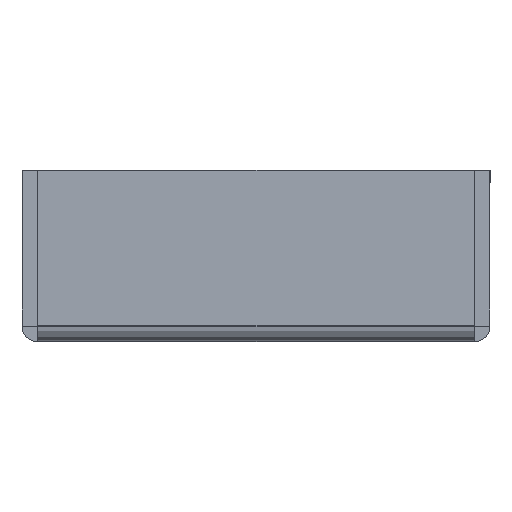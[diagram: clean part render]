
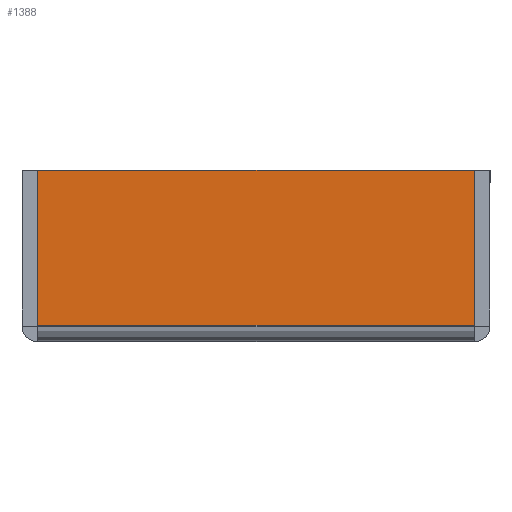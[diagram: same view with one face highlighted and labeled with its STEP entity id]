
A CAD part, left-side view. The second image highlights one B-rep face of the part: STEP entity #1388.
In plain terms, the highlighted planar face has unit normal (-1, 0, 0).
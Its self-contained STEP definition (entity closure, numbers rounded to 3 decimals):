
#85 = EDGE_CURVE ( 'NONE', #1446, #1424, #728, .T. ) ;
#91 = EDGE_CURVE ( 'NONE', #1429, #1430, #705, .T. ) ;
#215 = DIRECTION ( 'NONE',  ( 0., 0., -1. ) ) ;
#216 = CARTESIAN_POINT ( 'NONE',  ( -948.5, 20.99, 1.5 ) ) ;
#217 = DIRECTION ( 'NONE',  ( 0., 0., 1. ) ) ;
#219 = CARTESIAN_POINT ( 'NONE',  ( -948.5, -20.99, 16.5 ) ) ;
#272 = VECTOR ( 'NONE', #215, 1000. ) ;
#295 = DIRECTION ( 'NONE',  ( 0., 0., -1. ) ) ;
#302 = DIRECTION ( 'NONE',  ( 1., 0., 0. ) ) ;
#306 = CARTESIAN_POINT ( 'NONE',  ( -948.5, -20.99, 1.6 ) ) ;
#326 = CARTESIAN_POINT ( 'NONE',  ( -948.5, 20.99, 16.5 ) ) ;
#327 = CARTESIAN_POINT ( 'NONE',  ( -948.5, -20.99, 16.5 ) ) ;
#332 = CARTESIAN_POINT ( 'NONE',  ( -948.5, 20.99, 1.6 ) ) ;
#334 = PLANE ( 'NONE',  #2346 ) ;
#360 = CARTESIAN_POINT ( 'NONE',  ( -948.5, -20.99, 1.5 ) ) ;
#705 = LINE ( 'NONE', #1271, #751 ) ;
#728 = LINE ( 'NONE', #1285, #753 ) ;
#751 = VECTOR ( 'NONE', #1270, 1000. ) ;
#753 = VECTOR ( 'NONE', #1284, 1000. ) ;
#809 = VECTOR ( 'NONE', #217, 1000. ) ;
#847 = EDGE_LOOP ( 'NONE', ( #2215, #2076, #1975, #2026 ) ) ;
#1270 = DIRECTION ( 'NONE',  ( 0., 1., 0. ) ) ;
#1271 = CARTESIAN_POINT ( 'NONE',  ( -948.5, 20.99, 16.5 ) ) ;
#1284 = DIRECTION ( 'NONE',  ( 0., 1., 0. ) ) ;
#1285 = CARTESIAN_POINT ( 'NONE',  ( -948.5, -20.99, 1.6 ) ) ;
#1388 = ADVANCED_FACE ( 'NONE', ( #1905 ), #334, .F. ) ;
#1424 = VERTEX_POINT ( 'NONE', #332 ) ;
#1429 = VERTEX_POINT ( 'NONE', #327 ) ;
#1430 = VERTEX_POINT ( 'NONE', #326 ) ;
#1446 = VERTEX_POINT ( 'NONE', #306 ) ;
#1867 = LINE ( 'NONE', #219, #809 ) ;
#1905 = FACE_OUTER_BOUND ( 'NONE', #847, .T. ) ;
#1975 = ORIENTED_EDGE ( 'NONE', *, *, #91, .T. ) ;
#2026 = ORIENTED_EDGE ( 'NONE', *, *, #2414, .T. ) ;
#2076 = ORIENTED_EDGE ( 'NONE', *, *, #2413, .T. ) ;
#2215 = ORIENTED_EDGE ( 'NONE', *, *, #85, .F. ) ;
#2342 = LINE ( 'NONE', #216, #272 ) ;
#2346 = AXIS2_PLACEMENT_3D ( 'NONE', #360, #302, #295 ) ;
#2413 = EDGE_CURVE ( 'NONE', #1446, #1429, #1867, .T. ) ;
#2414 = EDGE_CURVE ( 'NONE', #1430, #1424, #2342, .T. ) ;
